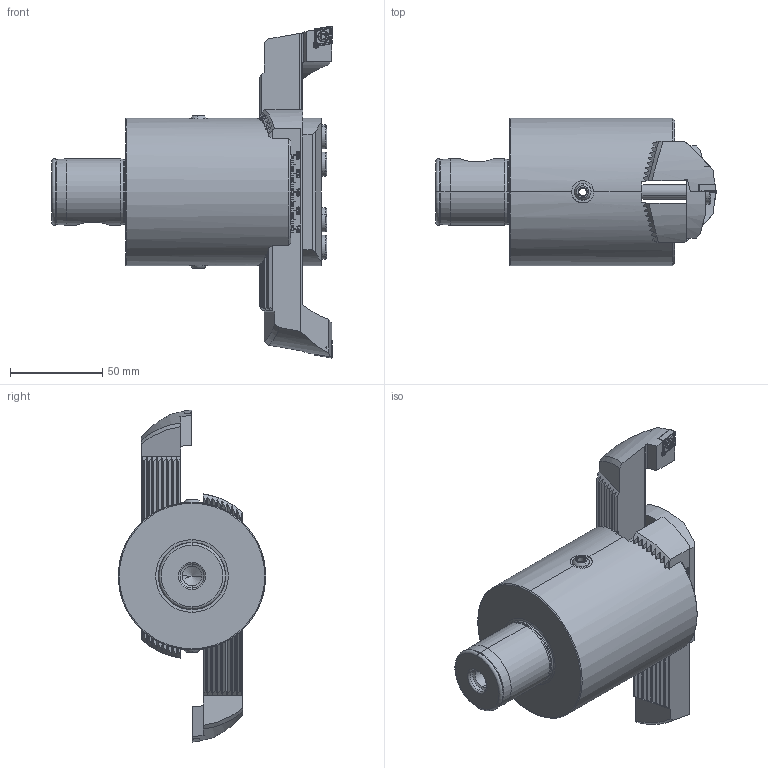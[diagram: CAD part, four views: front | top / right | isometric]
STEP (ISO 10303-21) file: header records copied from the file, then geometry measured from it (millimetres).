
FILE_DESCRIPTION (( 'STEP AP203' ), '1' );
FILE_NAME ('D44.080.086.112.STEP', '2018-03-05T15:59:41', ( 'SWIAdmin' ), ( 'Hewlett-Packard Company' ), 'SwSTEP 2.0', 'SolidWorks 2017', '' );
FILE_SCHEMA (( 'CONFIG_CONTROL_DESIGN' ));
Length unit declared in the file: millimetre
Products named in the file (11): F00-WCB.136.001_C; KU1-U12.001.010_2; WCB-ER2.001.009_A; KU1-U12.001.010; CCMT09T304; F00-WCB.136.001; F00-WCB.136.002_A; D44.080.086.112; WH8-Z00.K21.112_B; F00-ER1.101.045_A_PreviewCfg; KU1-U12.001.010_1
Assembly tree (15 placements, depth 3):
  D44.080.086.112
    WH8-Z00.K21.112_B
    KU1-U12.001.010  x2
      KU1-U12.001.010_1
      KU1-U12.001.010_2
    F00-ER1.101.045_A_PreviewCfg  x4
    F00-WCB.136.001  x2
      F00-WCB.136.001_C
      WCB-ER2.001.009_A
      CCMT09T304
    F00-WCB.136.002_A
Bounding box: 152.03 x 80 x 180.01 mm (x, y, z)
Volume: 568556.2 mm3; surface area: 92418.3 mm2
Topology: 16 solids, 16 shells, 1520 faces, 3858 edges, 2476 vertices
Faces by surface type: plane 863, bspline 304, cylinder 168, cone 127, torus 46, sphere 12
Entity records: 36132 total; most frequent: CARTESIAN_POINT 15600, ORIENTED_EDGE 4358, DIRECTION 3293, EDGE_CURVE 2179, VERTEX_POINT 1415, LINE 1297, VECTOR 1297, AXIS2_PLACEMENT_3D 998
